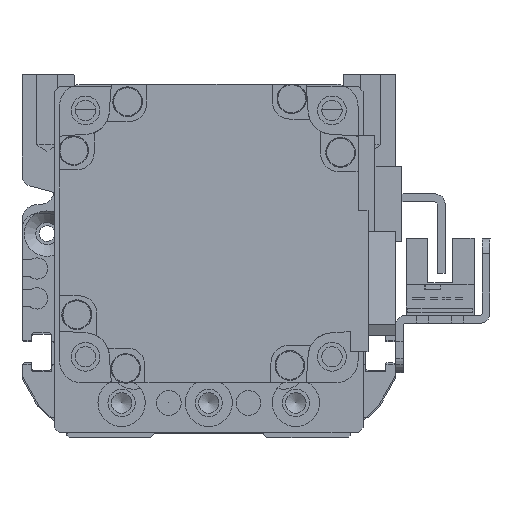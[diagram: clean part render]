
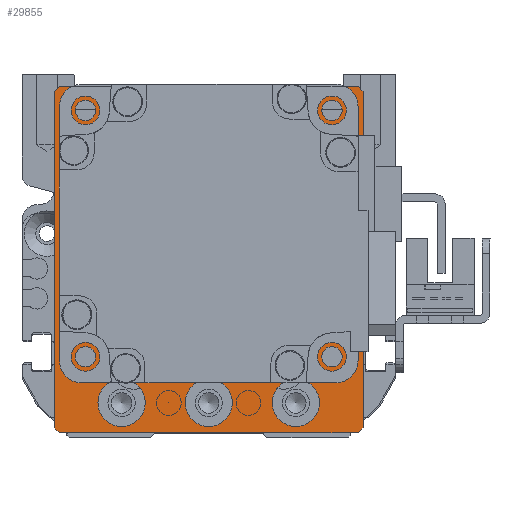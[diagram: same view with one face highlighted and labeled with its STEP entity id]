
A CAD part, left-side view. The second image highlights one B-rep face of the part: STEP entity #29855.
In plain terms, the highlighted face is planar.
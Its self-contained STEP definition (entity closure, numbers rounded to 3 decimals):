
#1130=FACE_BOUND('',#5472,.T.);
#1131=FACE_BOUND('',#5473,.T.);
#1132=FACE_BOUND('',#5474,.T.);
#1133=FACE_BOUND('',#5475,.T.);
#1134=FACE_BOUND('',#5476,.T.);
#1135=FACE_BOUND('',#5477,.T.);
#1136=FACE_BOUND('',#5478,.T.);
#1137=FACE_BOUND('',#5479,.T.);
#1887=PLANE('',#33543);
#3409=FACE_OUTER_BOUND('',#5471,.T.);
#5471=EDGE_LOOP('',(#26477,#26478,#26479,#26480,#26481,#26482,#26483,#26484));
#5472=EDGE_LOOP('',(#26485));
#5473=EDGE_LOOP('',(#26486));
#5474=EDGE_LOOP('',(#26487));
#5475=EDGE_LOOP('',(#26488));
#5476=EDGE_LOOP('',(#26489));
#5477=EDGE_LOOP('',(#26490));
#5478=EDGE_LOOP('',(#26491));
#5479=EDGE_LOOP('',(#26492));
#7795=LINE('',#51566,#10170);
#7798=LINE('',#51571,#10173);
#7800=LINE('',#51575,#10175);
#7802=LINE('',#51579,#10177);
#7804=LINE('',#51584,#10179);
#7806=LINE('',#51587,#10181);
#7807=LINE('',#51589,#10182);
#7808=LINE('',#51590,#10183);
#10170=VECTOR('',#41895,10.);
#10173=VECTOR('',#41900,10.);
#10175=VECTOR('',#41904,10.);
#10177=VECTOR('',#41908,10.);
#10179=VECTOR('',#41912,10.);
#10181=VECTOR('',#41916,10.);
#10182=VECTOR('',#41917,10.);
#10183=VECTOR('',#41918,10.);
#12104=CIRCLE('',#33544,25.);
#12105=CIRCLE('',#33545,2.067);
#12106=CIRCLE('',#33546,2.067);
#12107=CIRCLE('',#33547,2.067);
#12108=CIRCLE('',#33548,2.067);
#12109=CIRCLE('',#33549,4.75);
#12110=CIRCLE('',#33550,4.75);
#12111=CIRCLE('',#33551,4.75);
#14682=VERTEX_POINT('',#51563);
#14683=VERTEX_POINT('',#51565);
#14684=VERTEX_POINT('',#51569);
#14685=VERTEX_POINT('',#51573);
#14686=VERTEX_POINT('',#51577);
#14687=VERTEX_POINT('',#51581);
#14688=VERTEX_POINT('',#51583);
#14689=VERTEX_POINT('',#51588);
#14690=VERTEX_POINT('',#51591);
#14691=VERTEX_POINT('',#51593);
#14692=VERTEX_POINT('',#51595);
#14693=VERTEX_POINT('',#51597);
#14694=VERTEX_POINT('',#51599);
#14695=VERTEX_POINT('',#51601);
#14696=VERTEX_POINT('',#51603);
#14697=VERTEX_POINT('',#51605);
#18683=EDGE_CURVE('',#14682,#14683,#7795,.T.);
#18686=EDGE_CURVE('',#14682,#14684,#7798,.T.);
#18688=EDGE_CURVE('',#14685,#14684,#7800,.T.);
#18690=EDGE_CURVE('',#14685,#14686,#7802,.T.);
#18692=EDGE_CURVE('',#14687,#14688,#7804,.T.);
#18694=EDGE_CURVE('',#14687,#14683,#7806,.T.);
#18695=EDGE_CURVE('',#14689,#14686,#7807,.T.);
#18696=EDGE_CURVE('',#14689,#14688,#7808,.T.);
#18697=EDGE_CURVE('',#14690,#14690,#12104,.T.);
#18698=EDGE_CURVE('',#14691,#14691,#12105,.T.);
#18699=EDGE_CURVE('',#14692,#14692,#12106,.T.);
#18700=EDGE_CURVE('',#14693,#14693,#12107,.T.);
#18701=EDGE_CURVE('',#14694,#14694,#12108,.T.);
#18702=EDGE_CURVE('',#14695,#14695,#12109,.T.);
#18703=EDGE_CURVE('',#14696,#14696,#12110,.T.);
#18704=EDGE_CURVE('',#14697,#14697,#12111,.T.);
#26477=ORIENTED_EDGE('',*,*,#18692,.F.);
#26478=ORIENTED_EDGE('',*,*,#18694,.T.);
#26479=ORIENTED_EDGE('',*,*,#18683,.F.);
#26480=ORIENTED_EDGE('',*,*,#18686,.T.);
#26481=ORIENTED_EDGE('',*,*,#18688,.F.);
#26482=ORIENTED_EDGE('',*,*,#18690,.T.);
#26483=ORIENTED_EDGE('',*,*,#18695,.F.);
#26484=ORIENTED_EDGE('',*,*,#18696,.T.);
#26485=ORIENTED_EDGE('',*,*,#18697,.T.);
#26486=ORIENTED_EDGE('',*,*,#18698,.T.);
#26487=ORIENTED_EDGE('',*,*,#18699,.T.);
#26488=ORIENTED_EDGE('',*,*,#18700,.T.);
#26489=ORIENTED_EDGE('',*,*,#18701,.T.);
#26490=ORIENTED_EDGE('',*,*,#18702,.T.);
#26491=ORIENTED_EDGE('',*,*,#18703,.T.);
#26492=ORIENTED_EDGE('',*,*,#18704,.T.);
#29855=ADVANCED_FACE('',(#3409,#1130,#1131,#1132,#1133,#1134,#1135,#1136,
#1137),#1887,.T.);
#33543=AXIS2_PLACEMENT_3D('',#51586,#41914,#41915);
#33544=AXIS2_PLACEMENT_3D('',#51592,#41919,#41920);
#33545=AXIS2_PLACEMENT_3D('',#51594,#41921,#41922);
#33546=AXIS2_PLACEMENT_3D('',#51596,#41923,#41924);
#33547=AXIS2_PLACEMENT_3D('',#51598,#41925,#41926);
#33548=AXIS2_PLACEMENT_3D('',#51600,#41927,#41928);
#33549=AXIS2_PLACEMENT_3D('',#51602,#41929,#41930);
#33550=AXIS2_PLACEMENT_3D('',#51604,#41931,#41932);
#33551=AXIS2_PLACEMENT_3D('',#51606,#41933,#41934);
#41895=DIRECTION('',(-0.707,-0.707,0.));
#41900=DIRECTION('',(0.,1.,0.));
#41904=DIRECTION('',(0.707,-0.707,0.));
#41908=DIRECTION('',(-1.,0.,0.));
#41912=DIRECTION('',(-0.707,0.707,0.));
#41914=DIRECTION('center_axis',(0.,0.,1.));
#41915=DIRECTION('ref_axis',(1.,0.,0.));
#41916=DIRECTION('',(1.,0.,0.));
#41917=DIRECTION('',(0.707,0.707,0.));
#41918=DIRECTION('',(0.,-1.,0.));
#41919=DIRECTION('center_axis',(0.,0.,-1.));
#41920=DIRECTION('ref_axis',(1.,0.,0.));
#41921=DIRECTION('center_axis',(0.,0.,-1.));
#41922=DIRECTION('ref_axis',(1.,0.,0.));
#41923=DIRECTION('center_axis',(0.,0.,-1.));
#41924=DIRECTION('ref_axis',(1.,0.,0.));
#41925=DIRECTION('center_axis',(0.,0.,-1.));
#41926=DIRECTION('ref_axis',(1.,0.,0.));
#41927=DIRECTION('center_axis',(0.,0.,-1.));
#41928=DIRECTION('ref_axis',(1.,0.,0.));
#41929=DIRECTION('center_axis',(0.,0.,-1.));
#41930=DIRECTION('ref_axis',(1.,0.,0.));
#41931=DIRECTION('center_axis',(0.,0.,-1.));
#41932=DIRECTION('ref_axis',(1.,0.,0.));
#41933=DIRECTION('center_axis',(0.,0.,-1.));
#41934=DIRECTION('ref_axis',(1.,0.,0.));
#51563=CARTESIAN_POINT('',(31.,-33.75,59.));
#51565=CARTESIAN_POINT('',(30.,-34.75,59.));
#51566=CARTESIAN_POINT('',(31.438,-33.313,59.));
#51569=CARTESIAN_POINT('',(31.,33.75,59.));
#51571=CARTESIAN_POINT('',(31.,-34.75,59.));
#51573=CARTESIAN_POINT('',(30.,34.75,59.));
#51575=CARTESIAN_POINT('',(31.438,33.313,59.));
#51577=CARTESIAN_POINT('',(-30.,34.75,59.));
#51579=CARTESIAN_POINT('',(31.,34.75,59.));
#51581=CARTESIAN_POINT('',(-30.,-34.75,59.));
#51583=CARTESIAN_POINT('',(-31.,-33.75,59.));
#51584=CARTESIAN_POINT('',(-31.438,-33.313,59.));
#51586=CARTESIAN_POINT('Origin',(0.,0.,
59.));
#51587=CARTESIAN_POINT('',(-31.,-34.75,59.));
#51588=CARTESIAN_POINT('',(-31.,33.75,59.));
#51589=CARTESIAN_POINT('',(-31.438,33.313,59.));
#51590=CARTESIAN_POINT('',(-31.,34.75,59.));
#51591=CARTESIAN_POINT('',(-25.,5.25,59.));
#51592=CARTESIAN_POINT('Origin',(0.,5.25,59.));
#51593=CARTESIAN_POINT('',(22.682,-19.499,59.));
#51594=CARTESIAN_POINT('Origin',(24.749,-19.499,59.));
#51595=CARTESIAN_POINT('',(22.682,29.999,59.));
#51596=CARTESIAN_POINT('Origin',(24.749,29.999,59.));
#51597=CARTESIAN_POINT('',(-26.816,29.999,59.));
#51598=CARTESIAN_POINT('Origin',(-24.749,29.999,59.));
#51599=CARTESIAN_POINT('',(-26.816,-19.499,59.));
#51600=CARTESIAN_POINT('Origin',(-24.749,-19.499,59.));
#51601=CARTESIAN_POINT('',(12.75,-28.75,59.));
#51602=CARTESIAN_POINT('Origin',(17.5,-28.75,59.));
#51603=CARTESIAN_POINT('',(-4.75,-28.75,59.));
#51604=CARTESIAN_POINT('Origin',(0.,-28.75,59.));
#51605=CARTESIAN_POINT('',(-22.25,-28.75,59.));
#51606=CARTESIAN_POINT('Origin',(-17.5,-28.75,59.));
